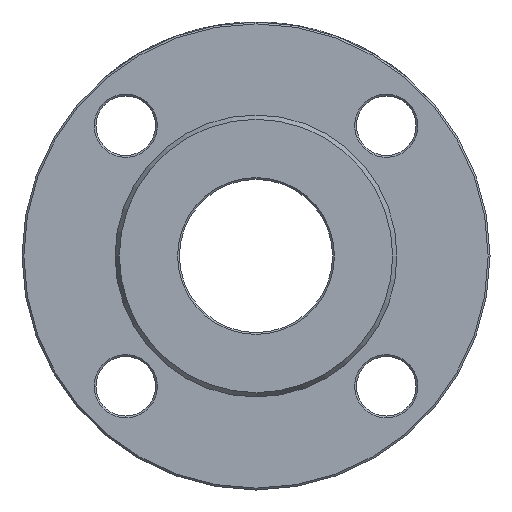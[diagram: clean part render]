
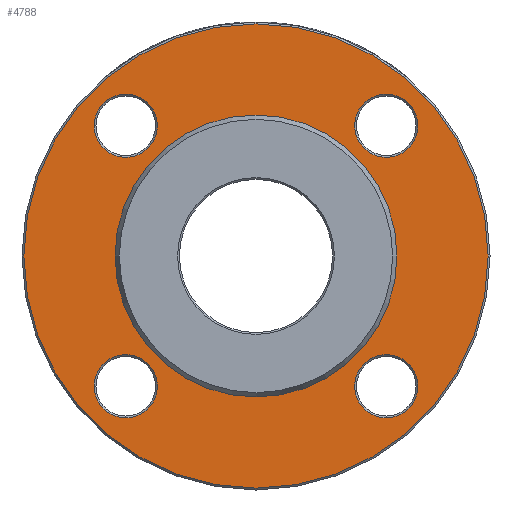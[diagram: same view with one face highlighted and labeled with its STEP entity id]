
A CAD part, left-side view. The second image highlights one B-rep face of the part: STEP entity #4788.
In plain terms, the highlighted planar face has unit normal (-1, 0, 0).
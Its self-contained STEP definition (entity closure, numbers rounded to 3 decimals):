
#158 = CARTESIAN_POINT ( 'NONE',  ( 2., -34.79, -34.79 ) ) ;
#297 = CARTESIAN_POINT ( 'NONE',  ( 2., 0., 0. ) ) ;
#304 = DIRECTION ( 'NONE',  ( -1., 0., 0. ) ) ;
#355 = CARTESIAN_POINT ( 'NONE',  ( 2., 0., -62. ) ) ;
#583 = EDGE_CURVE ( 'NONE', #4540, #4540, #1569, .T. ) ;
#668 = DIRECTION ( 'NONE',  ( 1., 0., 0. ) ) ;
#676 = DIRECTION ( 'NONE',  ( 1., 0., 0. ) ) ;
#763 = FACE_BOUND ( 'NONE', #1592, .T. ) ;
#803 = PLANE ( 'NONE',  #3162 ) ;
#814 = DIRECTION ( 'NONE',  ( 0., 0., 1. ) ) ;
#971 = CARTESIAN_POINT ( 'NONE',  ( 2., -43.24, -34.79 ) ) ;
#1134 = CARTESIAN_POINT ( 'NONE',  ( 2., -34.79, 34.79 ) ) ;
#1177 = DIRECTION ( 'NONE',  ( 0., 0., 1. ) ) ;
#1321 = ORIENTED_EDGE ( 'NONE', *, *, #2983, .F. ) ;
#1457 = AXIS2_PLACEMENT_3D ( 'NONE', #5146, #3119, #4746 ) ;
#1540 = CIRCLE ( 'NONE', #5135, 37.655 ) ;
#1547 = FACE_BOUND ( 'NONE', #3516, .T. ) ;
#1569 = CIRCLE ( 'NONE', #3027, 8.45 ) ;
#1592 = EDGE_LOOP ( 'NONE', ( #3141 ) ) ;
#1749 = EDGE_LOOP ( 'NONE', ( #2443 ) ) ;
#1754 = ORIENTED_EDGE ( 'NONE', *, *, #2851, .T. ) ;
#1940 = DIRECTION ( 'NONE',  ( -1., 0., 0. ) ) ;
#1999 = VERTEX_POINT ( 'NONE', #355 ) ;
#2005 = DIRECTION ( 'NONE',  ( 0., 0., -1. ) ) ;
#2045 = CIRCLE ( 'NONE', #3412, 62. ) ;
#2112 = VERTEX_POINT ( 'NONE', #2611 ) ;
#2125 = DIRECTION ( 'NONE',  ( 1., 0., 0. ) ) ;
#2205 = DIRECTION ( 'NONE',  ( 0., -1., 0. ) ) ;
#2211 = CARTESIAN_POINT ( 'NONE',  ( 2., 0., 0. ) ) ;
#2287 = CARTESIAN_POINT ( 'NONE',  ( 2., 34.79, 34.79 ) ) ;
#2379 = FACE_OUTER_BOUND ( 'NONE', #3956, .T. ) ;
#2399 = CIRCLE ( 'NONE', #5291, 8.45 ) ;
#2403 = FACE_BOUND ( 'NONE', #4009, .T. ) ;
#2443 = ORIENTED_EDGE ( 'NONE', *, *, #4220, .T. ) ;
#2530 = ORIENTED_EDGE ( 'NONE', *, *, #2725, .T. ) ;
#2611 = CARTESIAN_POINT ( 'NONE',  ( 2., 43.24, 34.79 ) ) ;
#2696 = ORIENTED_EDGE ( 'NONE', *, *, #5043, .T. ) ;
#2721 = EDGE_LOOP ( 'NONE', ( #1754 ) ) ;
#2725 = EDGE_CURVE ( 'NONE', #2112, #2112, #2399, .T. ) ;
#2746 = CIRCLE ( 'NONE', #1457, 8.45 ) ;
#2851 = EDGE_CURVE ( 'NONE', #3736, #3736, #2746, .T. ) ;
#2980 = AXIS2_PLACEMENT_3D ( 'NONE', #1134, #676, #814 ) ;
#2983 = EDGE_CURVE ( 'NONE', #4243, #4243, #1540, .T. ) ;
#3027 = AXIS2_PLACEMENT_3D ( 'NONE', #158, #2125, #2205 ) ;
#3119 = DIRECTION ( 'NONE',  ( 1., 0., 0. ) ) ;
#3141 = ORIENTED_EDGE ( 'NONE', *, *, #583, .T. ) ;
#3152 = DIRECTION ( 'NONE',  ( 0., 0., -1. ) ) ;
#3162 = AXIS2_PLACEMENT_3D ( 'NONE', #4036, #3586, #2005 ) ;
#3172 = DIRECTION ( 'NONE',  ( 0., 1., 0. ) ) ;
#3236 = FACE_BOUND ( 'NONE', #1749, .T. ) ;
#3412 = AXIS2_PLACEMENT_3D ( 'NONE', #2211, #304, #3152 ) ;
#3516 = EDGE_LOOP ( 'NONE', ( #1321 ) ) ;
#3586 = DIRECTION ( 'NONE',  ( 1., 0., 0. ) ) ;
#3736 = VERTEX_POINT ( 'NONE', #4968 ) ;
#3955 = CARTESIAN_POINT ( 'NONE',  ( 2., -34.79, 43.24 ) ) ;
#3956 = EDGE_LOOP ( 'NONE', ( #2696 ) ) ;
#4009 = EDGE_LOOP ( 'NONE', ( #2530 ) ) ;
#4036 = CARTESIAN_POINT ( 'NONE',  ( 2., 37.655, 0. ) ) ;
#4220 = EDGE_CURVE ( 'NONE', #4432, #4432, #4776, .T. ) ;
#4243 = VERTEX_POINT ( 'NONE', #5072 ) ;
#4432 = VERTEX_POINT ( 'NONE', #3955 ) ;
#4540 = VERTEX_POINT ( 'NONE', #971 ) ;
#4746 = DIRECTION ( 'NONE',  ( 0., 0., -1. ) ) ;
#4776 = CIRCLE ( 'NONE', #2980, 8.45 ) ;
#4788 = ADVANCED_FACE ( 'NONE', ( #763, #3236, #2403, #4837, #2379, #1547 ), #803, .F. ) ;
#4837 = FACE_BOUND ( 'NONE', #2721, .T. ) ;
#4968 = CARTESIAN_POINT ( 'NONE',  ( 2., 34.79, -43.24 ) ) ;
#5043 = EDGE_CURVE ( 'NONE', #1999, #1999, #2045, .T. ) ;
#5072 = CARTESIAN_POINT ( 'NONE',  ( 2., 0., 37.655 ) ) ;
#5135 = AXIS2_PLACEMENT_3D ( 'NONE', #297, #1940, #1177 ) ;
#5146 = CARTESIAN_POINT ( 'NONE',  ( 2., 34.79, -34.79 ) ) ;
#5291 = AXIS2_PLACEMENT_3D ( 'NONE', #2287, #668, #3172 ) ;
